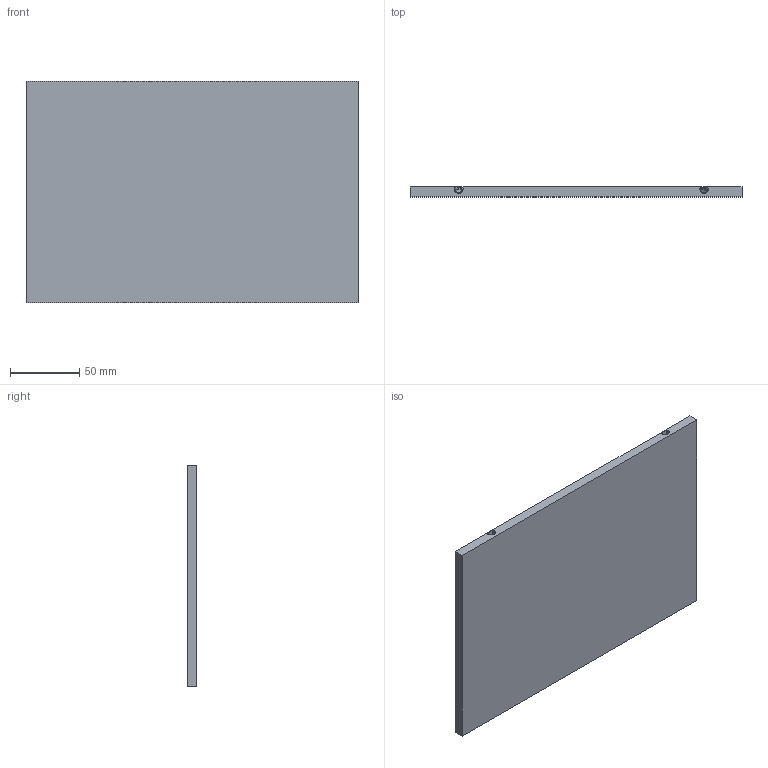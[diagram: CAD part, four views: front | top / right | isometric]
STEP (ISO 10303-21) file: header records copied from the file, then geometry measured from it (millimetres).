
FILE_DESCRIPTION (( 'STEP AP203' ), '1' );
FILE_NAME ('seriesColdPlateStep.STEP', '2024-08-12T01:31:23', ( '' ), ( '' ), 'SwSTEP 2.0', 'SolidWorks 2024', '' );
FILE_SCHEMA (( 'CONFIG_CONTROL_DESIGN' ));
Length unit declared in the file: millimetre
Products named in the file (1): seriesColdPlateStep
Bounding box: 240 x 7 x 160 mm (x, y, z)
Volume: 252728 mm3; surface area: 122588.2 mm2
Topology: 2 solids, 2 shells, 175 faces, 383 edges, 212 vertices
Faces by surface type: cylinder 78, plane 67, torus 30
Entity records: 4767 total; most frequent: DIRECTION 906, CARTESIAN_POINT 771, ORIENTED_EDGE 766, EDGE_CURVE 383, AXIS2_PLACEMENT_3D 347, LINE 212, VERTEX_POINT 212, VECTOR 212
